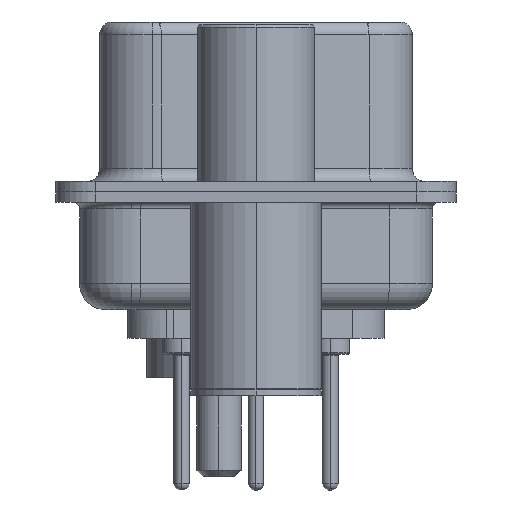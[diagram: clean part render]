
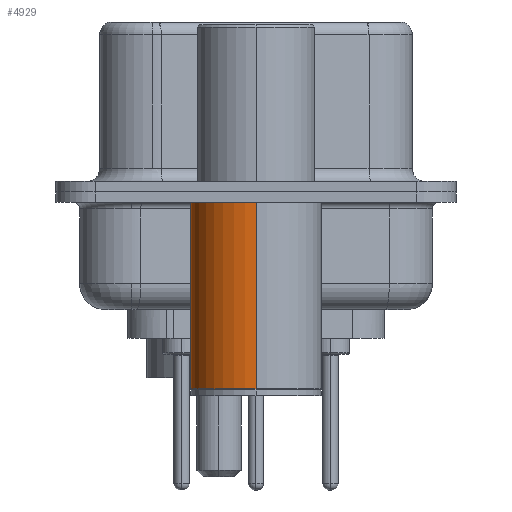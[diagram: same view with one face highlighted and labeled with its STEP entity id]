
A CAD part, left-side view. The second image highlights one B-rep face of the part: STEP entity #4929.
In plain terms, the highlighted cylindrical face has radius 2.5 mm (diameter 5 mm), a partial arc.
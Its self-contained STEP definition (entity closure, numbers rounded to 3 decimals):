
#436 = CARTESIAN_POINT ( 'NONE',  ( 2.5, 0., -0.4 ) ) ;
#1742 = AXIS2_PLACEMENT_3D ( 'NONE', #31160, #14775, #33913 ) ;
#2791 = ORIENTED_EDGE ( 'NONE', *, *, #19036, .F. ) ;
#2868 = VECTOR ( 'NONE', #9627, 1000. ) ;
#3489 = CIRCLE ( 'NONE', #18451, 2.5 ) ;
#3725 = LINE ( 'NONE', #34119, #2868 ) ;
#4438 = EDGE_CURVE ( 'NONE', #10567, #26346, #3489, .T. ) ;
#4929 = ADVANCED_FACE ( 'NONE', ( #35092 ), #33365, .T. ) ;
#5727 = CARTESIAN_POINT ( 'NONE',  ( -2.5, 0., -7.525 ) ) ;
#6417 = VERTEX_POINT ( 'NONE', #17622 ) ;
#9627 = DIRECTION ( 'NONE',  ( 0., 0., 1. ) ) ;
#10567 = VERTEX_POINT ( 'NONE', #436 ) ;
#12921 = LINE ( 'NONE', #20973, #25628 ) ;
#14003 = DIRECTION ( 'NONE',  ( 0., 0., 1. ) ) ;
#14775 = DIRECTION ( 'NONE',  ( 0., 0., 1. ) ) ;
#14806 = EDGE_LOOP ( 'NONE', ( #22391, #32714, #19047, #2791 ) ) ;
#17622 = CARTESIAN_POINT ( 'NONE',  ( 2.5, 0., -7.525 ) ) ;
#18256 = DIRECTION ( 'NONE',  ( 0., 0., 1. ) ) ;
#18451 = AXIS2_PLACEMENT_3D ( 'NONE', #32414, #23380, #31166 ) ;
#19036 = EDGE_CURVE ( 'NONE', #6417, #10567, #12921, .T. ) ;
#19047 = ORIENTED_EDGE ( 'NONE', *, *, #4438, .F. ) ;
#20973 = CARTESIAN_POINT ( 'NONE',  ( 2.5, 0., 0.581 ) ) ;
#21514 = EDGE_CURVE ( 'NONE', #6417, #25694, #24579, .T. ) ;
#22391 = ORIENTED_EDGE ( 'NONE', *, *, #21514, .T. ) ;
#23380 = DIRECTION ( 'NONE',  ( 0., 0., 1. ) ) ;
#24557 = CARTESIAN_POINT ( 'NONE',  ( 0., 0., 0.581 ) ) ;
#24579 = CIRCLE ( 'NONE', #1742, 2.5 ) ;
#25628 = VECTOR ( 'NONE', #18256, 1000. ) ;
#25694 = VERTEX_POINT ( 'NONE', #5727 ) ;
#26346 = VERTEX_POINT ( 'NONE', #34106 ) ;
#30485 = DIRECTION ( 'NONE',  ( 1., 0., 0. ) ) ;
#31160 = CARTESIAN_POINT ( 'NONE',  ( 0., 0., -7.525 ) ) ;
#31166 = DIRECTION ( 'NONE',  ( 1., 0., 0. ) ) ;
#32414 = CARTESIAN_POINT ( 'NONE',  ( 0., 0., -0.4 ) ) ;
#32714 = ORIENTED_EDGE ( 'NONE', *, *, #34447, .T. ) ;
#33365 = CYLINDRICAL_SURFACE ( 'NONE', #34331, 2.5 ) ;
#33913 = DIRECTION ( 'NONE',  ( 1., 0., 0. ) ) ;
#34106 = CARTESIAN_POINT ( 'NONE',  ( -2.5, 0., -0.4 ) ) ;
#34119 = CARTESIAN_POINT ( 'NONE',  ( -2.5, 0., 0.581 ) ) ;
#34331 = AXIS2_PLACEMENT_3D ( 'NONE', #24557, #14003, #30485 ) ;
#34447 = EDGE_CURVE ( 'NONE', #25694, #26346, #3725, .T. ) ;
#35092 = FACE_OUTER_BOUND ( 'NONE', #14806, .T. ) ;
